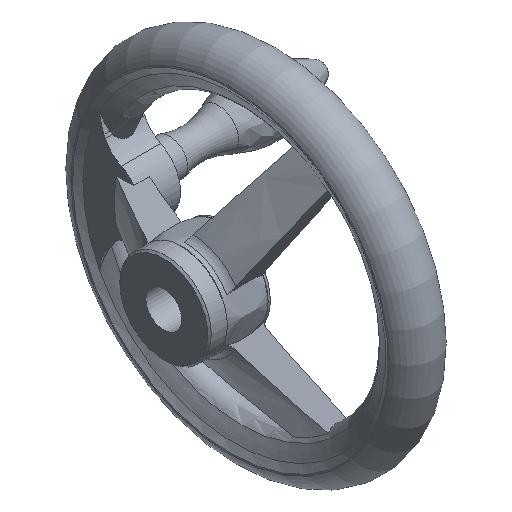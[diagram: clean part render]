
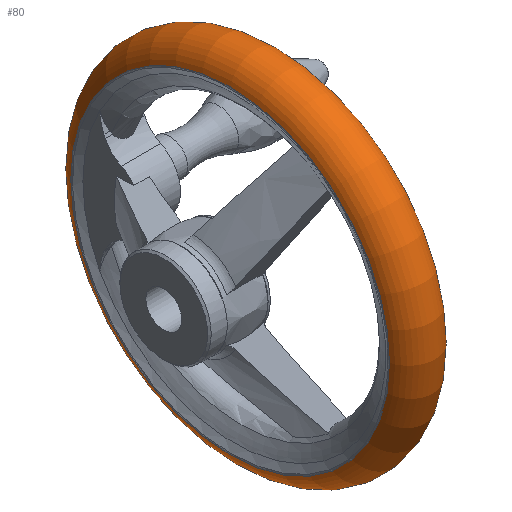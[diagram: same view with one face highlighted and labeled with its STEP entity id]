
A CAD part, isometric view. The second image highlights one B-rep face of the part: STEP entity #80.
In plain terms, the highlighted toroidal (fillet/blend) face has major radius 42.5 mm and minor radius 7.5 mm.
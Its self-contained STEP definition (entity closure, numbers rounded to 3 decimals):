
#80 = ADVANCED_FACE( '', ( #155, #156, #157 ), #158, .T. );
#155 = FACE_BOUND( '', #306, .T. );
#156 = FACE_OUTER_BOUND( '', #307, .T. );
#157 = FACE_OUTER_BOUND( '', #308, .T. );
#158 = TOROIDAL_SURFACE( '', #309, 42.5, 7.5 );
#306 = VERTEX_LOOP( '', #547 );
#307 = EDGE_LOOP( '', ( #548 ) );
#308 = EDGE_LOOP( '', ( #549 ) );
#309 = AXIS2_PLACEMENT_3D( '', #550, #551, #552 );
#547 = VERTEX_POINT( '', #1081 );
#548 = ORIENTED_EDGE( '', *, *, #1080, .T. );
#549 = ORIENTED_EDGE( '', *, *, #1082, .F. );
#550 = CARTESIAN_POINT( '', ( 25.75, 0., 0. ) );
#551 = DIRECTION( '', ( 1., 0., 0. ) );
#552 = DIRECTION( '', ( 0., 0., -1. ) );
#1080 = EDGE_CURVE( '', #1275, #1275, #1276, .T. );
#1081 = CARTESIAN_POINT( '', ( 25.75, 0., -50. ) );
#1082 = EDGE_CURVE( '', #1277, #1277, #1278, .T. );
#1275 = VERTEX_POINT( '', #1606 );
#1276 = CIRCLE( '', #1607, 44.486 );
#1277 = VERTEX_POINT( '', #1608 );
#1278 = CIRCLE( '', #1609, 44.511 );
#1606 = CARTESIAN_POINT( '', ( 18.518, 0., -44.486 ) );
#1607 = AXIS2_PLACEMENT_3D( '', #2420, #2421, #2422 );
#1608 = CARTESIAN_POINT( '', ( 32.975, 0., -44.511 ) );
#1609 = AXIS2_PLACEMENT_3D( '', #2423, #2424, #2425 );
#2420 = CARTESIAN_POINT( '', ( 18.518, 0., 0. ) );
#2421 = DIRECTION( '', ( 1., 0., 0. ) );
#2422 = DIRECTION( '', ( 0., 0., -1. ) );
#2423 = CARTESIAN_POINT( '', ( 32.975, 0., 0. ) );
#2424 = DIRECTION( '', ( 1., 0., 0. ) );
#2425 = DIRECTION( '', ( 0., 0., -1. ) );
